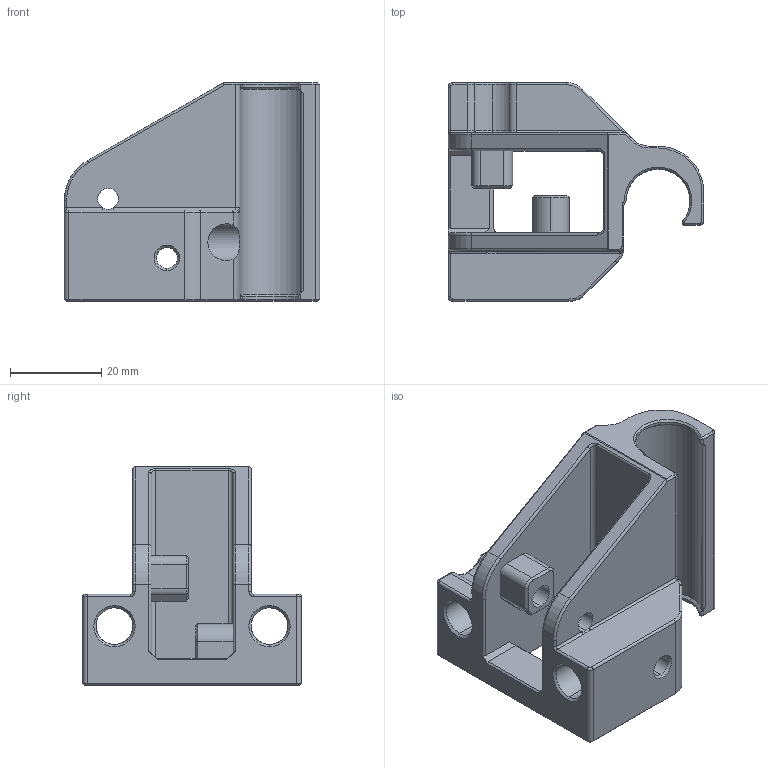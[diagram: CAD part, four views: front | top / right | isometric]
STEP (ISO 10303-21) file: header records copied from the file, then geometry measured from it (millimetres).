
FILE_DESCRIPTION (( 'STEP AP203' ), '1' );
FILE_NAME ('X粣嫖粣釱_衵.STEP', '2021-09-03T10:32:17', ( '' ), ( '' ), 'SwSTEP 2.0', 'SolidWorks 2018', '' );
FILE_SCHEMA (( 'CONFIG_CONTROL_DESIGN' ));
Length unit declared in the file: millimetre
Products named in the file (1): X粣嫖粣釱_衵
Bounding box: 56 x 48 x 48 mm (x, y, z)
Volume: 34411.1 mm3; surface area: 16163.6 mm2
Topology: 1 solids, 1 shells, 225 faces, 566 edges, 335 vertices
Faces by surface type: cylinder 76, plane 72, cone 51, torus 20, bspline 6
Entity records: 7124 total; most frequent: CARTESIAN_POINT 1669, DIRECTION 1154, ORIENTED_EDGE 1128, EDGE_CURVE 564, AXIS2_PLACEMENT_3D 422, VERTEX_POINT 335, LINE 310, VECTOR 310
